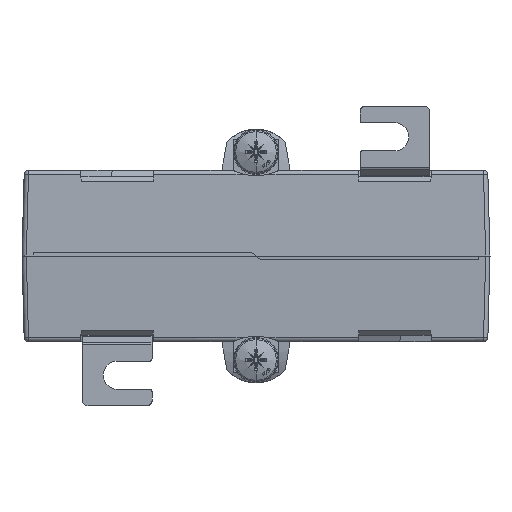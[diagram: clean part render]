
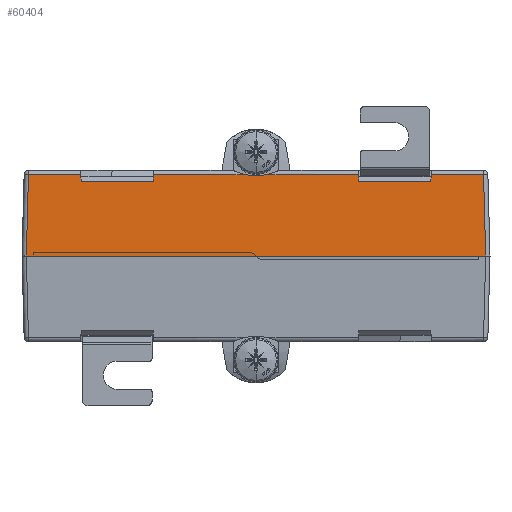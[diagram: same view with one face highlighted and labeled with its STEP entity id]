
A CAD part, front view. The second image highlights one B-rep face of the part: STEP entity #60404.
In plain terms, the highlighted planar face has unit normal (0, -1, 0.026).
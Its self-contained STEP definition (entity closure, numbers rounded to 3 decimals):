
#6151=CARTESIAN_POINT('',(40.401,-64.508,18.776));
#6161=DIRECTION('',(-0.017,-0.026,-1.));
#6162=VECTOR('',#6161,1.527);
#6163=CARTESIAN_POINT('',(40.401,-64.508,18.776));
#6164=LINE('',#6163,#6162);
#6177=DIRECTION('',(1.,0.,0.));
#6178=VECTOR('',#6177,106.001);
#6179=CARTESIAN_POINT('',(-53.,-65.,0.));
#6180=LINE('',#6179,#6178);
#6181=DIRECTION('',(-0.026,-0.026,-0.999));
#6182=VECTOR('',#6181,18.789);
#6183=CARTESIAN_POINT('',(-52.509,-64.508,
18.776));
#6184=LINE('',#6183,#6182);
#6185=DIRECTION('',(1.,0.,0.));
#6186=VECTOR('',#6185,12.107);
#6187=CARTESIAN_POINT('',(-52.509,-64.508,
18.776));
#6188=LINE('',#6187,#6186);
#6189=DIRECTION('',(-1.,0.,0.));
#6190=VECTOR('',#6189,16.649);
#6191=CARTESIAN_POINT('',(-23.725,-64.548,
17.25));
#6192=LINE('',#6191,#6190);
#6193=DIRECTION('',(1.,0.,0.));
#6194=VECTOR('',#6193,21.177);
#6195=CARTESIAN_POINT('',(-23.699,-64.508,
18.776));
#6196=LINE('',#6195,#6194);
#6197=CARTESIAN_POINT('',(2.522,-64.508,18.776));
#6198=CARTESIAN_POINT('',(1.681,-64.513,18.59));
#6199=CARTESIAN_POINT('',(0.,-64.518,18.41));
#6200=CARTESIAN_POINT('',(-1.681,-64.513,
18.59));
#6201=CARTESIAN_POINT('',(-2.522,-64.508,
18.776));
#6203=DIRECTION('',(1.,0.,0.));
#6204=VECTOR('',#6203,21.177);
#6205=CARTESIAN_POINT('',(2.522,-64.508,18.776));
#6206=LINE('',#6205,#6204);
#6207=DIRECTION('',(-1.,0.,0.));
#6208=VECTOR('',#6207,16.649);
#6209=CARTESIAN_POINT('',(40.375,-64.548,17.25));
#6210=LINE('',#6209,#6208);
#6211=DIRECTION('',(1.,0.,0.));
#6212=VECTOR('',#6211,12.107);
#6213=CARTESIAN_POINT('',(40.401,-64.508,18.776));
#6214=LINE('',#6213,#6212);
#6215=DIRECTION('',(0.026,-0.026,-0.999));
#6216=VECTOR('',#6215,18.789);
#6217=CARTESIAN_POINT('',(52.509,-64.508,18.776));
#6218=LINE('',#6217,#6216);
#9810=DIRECTION('',(-0.017,0.026,1.));
#9811=VECTOR('',#9810,1.527);
#9812=CARTESIAN_POINT('',(-40.375,-64.548,
17.25));
#9813=LINE('',#9812,#9811);
#9822=CARTESIAN_POINT('',(-40.401,-64.508,
18.776));
#9894=DIRECTION('',(-0.017,-0.026,-1.));
#9895=VECTOR('',#9894,1.527);
#9896=CARTESIAN_POINT('',(-23.699,-64.508,
18.776));
#9897=LINE('',#9896,#9895);
#13245=DIRECTION('',(-0.017,0.026,1.));
#13246=VECTOR('',#13245,1.527);
#13247=CARTESIAN_POINT('',(23.725,-64.548,
17.25));
#13248=LINE('',#13247,#13246);
#46354=VERTEX_POINT('',#6151);
#46358=CARTESIAN_POINT('',(52.509,-64.508,
18.776));
#46359=VERTEX_POINT('',#46358);
#46360=CARTESIAN_POINT('',(2.522,-64.508,
18.776));
#46361=CARTESIAN_POINT('',(23.699,-64.508,
18.776));
#46362=VERTEX_POINT('',#46360);
#46363=VERTEX_POINT('',#46361);
#46402=CARTESIAN_POINT('',(-23.699,-64.508,
18.776));
#46403=CARTESIAN_POINT('',(-2.522,-64.508,
18.776));
#46404=VERTEX_POINT('',#46402);
#46405=VERTEX_POINT('',#46403);
#46409=CARTESIAN_POINT('',(-52.509,-64.508,
18.776));
#46410=VERTEX_POINT('',#46409);
#47394=VERTEX_POINT('',#9822);
#48059=CARTESIAN_POINT('',(40.375,-64.548,
17.25));
#48060=CARTESIAN_POINT('',(23.725,-64.548,
17.25));
#48061=VERTEX_POINT('',#48059);
#48062=VERTEX_POINT('',#48060);
#48067=CARTESIAN_POINT('',(-23.725,-64.548,
17.25));
#48068=CARTESIAN_POINT('',(-40.375,-64.548,
17.25));
#48069=VERTEX_POINT('',#48067);
#48070=VERTEX_POINT('',#48068);
#50142=CARTESIAN_POINT('',(-53.,-65.,0.));
#50143=CARTESIAN_POINT('',(53.,-65.,0.));
#50144=VERTEX_POINT('',#50142);
#50145=VERTEX_POINT('',#50143);
#60371=CARTESIAN_POINT('',(-55.178,-65.,0.));
#60372=DIRECTION('',(0.,-1.,0.026));
#60373=DIRECTION('',(-1.,0.,0.));
#60374=AXIS2_PLACEMENT_3D('',#60371,#60372,#60373);
#60375=PLANE('',#60374);
#60377=ORIENTED_EDGE('',*,*,#60376,.F.);
#60379=ORIENTED_EDGE('',*,*,#60378,.F.);
#60381=ORIENTED_EDGE('',*,*,#60380,.T.);
#60383=ORIENTED_EDGE('',*,*,#60382,.F.);
#60385=ORIENTED_EDGE('',*,*,#60384,.F.);
#60387=ORIENTED_EDGE('',*,*,#60386,.F.);
#60389=ORIENTED_EDGE('',*,*,#60388,.T.);
#60391=ORIENTED_EDGE('',*,*,#60390,.F.);
#60393=ORIENTED_EDGE('',*,*,#60392,.T.);
#60395=ORIENTED_EDGE('',*,*,#60394,.F.);
#60397=ORIENTED_EDGE('',*,*,#60396,.F.);
#60398=ORIENTED_EDGE('',*,*,#60351,.F.);
#60399=ORIENTED_EDGE('',*,*,#60340,.T.);
#60401=ORIENTED_EDGE('',*,*,#60400,.T.);
#60402=EDGE_LOOP('',(#60377,#60379,#60381,#60383,#60385,#60387,#60389,#60391,
#60393,#60395,#60397,#60398,#60399,#60401));
#60403=FACE_OUTER_BOUND('',#60402,.F.);
#6202=B_SPLINE_CURVE_WITH_KNOTS('',3,(#6197,#6198,#6199,#6200,#6201),
.UNSPECIFIED.,.F.,.F.,(4,1,4),(0.,0.5,1.),.UNSPECIFIED.);
#60340=EDGE_CURVE('',#46354,#46359,#6214,.T.);
#60351=EDGE_CURVE('',#46354,#48061,#6164,.T.);
#60376=EDGE_CURVE('',#50144,#50145,#6180,.T.);
#60378=EDGE_CURVE('',#46410,#50144,#6184,.T.);
#60380=EDGE_CURVE('',#46410,#47394,#6188,.T.);
#60382=EDGE_CURVE('',#48070,#47394,#9813,.T.);
#60384=EDGE_CURVE('',#48069,#48070,#6192,.T.);
#60386=EDGE_CURVE('',#46404,#48069,#9897,.T.);
#60388=EDGE_CURVE('',#46404,#46405,#6196,.T.);
#60390=EDGE_CURVE('',#46362,#46405,#6202,.T.);
#60392=EDGE_CURVE('',#46362,#46363,#6206,.T.);
#60394=EDGE_CURVE('',#48062,#46363,#13248,.T.);
#60396=EDGE_CURVE('',#48061,#48062,#6210,.T.);
#60400=EDGE_CURVE('',#46359,#50145,#6218,.T.);
#60404=ADVANCED_FACE('',(#60403),#60375,.T.);
